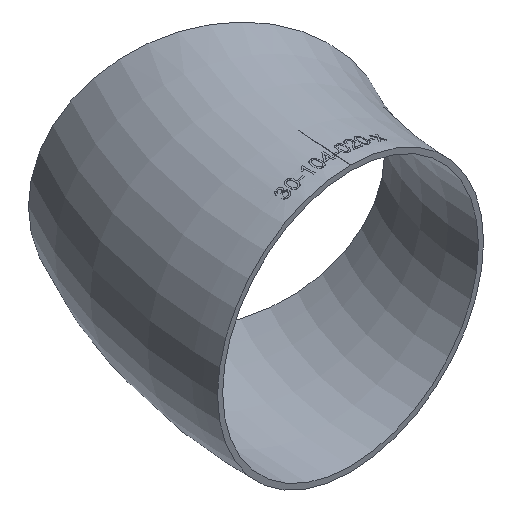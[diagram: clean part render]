
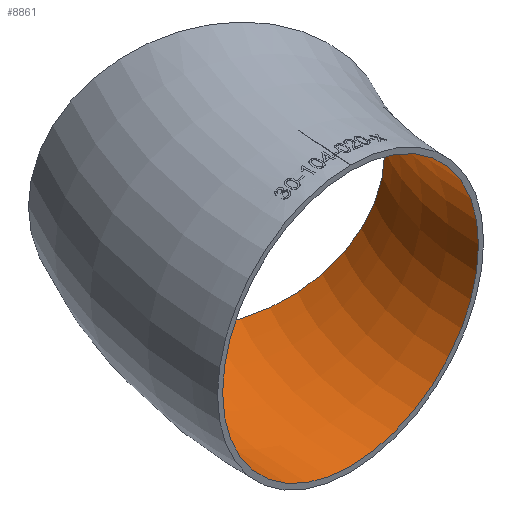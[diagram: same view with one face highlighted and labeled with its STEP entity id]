
A CAD part, isometric view. The second image highlights one B-rep face of the part: STEP entity #8861.
In plain terms, the highlighted toroidal (fillet/blend) face has major radius 150 mm and minor radius 50 mm.
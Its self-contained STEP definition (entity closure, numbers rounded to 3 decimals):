
#608 = CARTESIAN_POINT ( 'NONE',  ( -173.205, 100., 0. ) ) ;
#1641 = FACE_OUTER_BOUND ( 'NONE', #19013, .T. ) ;
#2295 = DIRECTION ( 'NONE',  ( 0.5, 0.866, 0. ) ) ;
#2912 = DIRECTION ( 'NONE',  ( 0., 0., 1. ) ) ;
#4577 = ORIENTED_EDGE ( 'NONE', *, *, #8201, .F. ) ;
#4594 = CARTESIAN_POINT ( 'NONE',  ( -150., 0., 0. ) ) ;
#5495 = ORIENTED_EDGE ( 'NONE', *, *, #15370, .T. ) ;
#6376 = DIRECTION ( 'NONE',  ( -1., 0., 0. ) ) ;
#6785 = AXIS2_PLACEMENT_3D ( 'NONE', #11506, #2295, #18167 ) ;
#6917 = TOROIDAL_SURFACE ( 'NONE', #9617, 150., 50. ) ;
#8201 = EDGE_CURVE ( 'NONE', #12106, #12106, #17069, .T. ) ;
#8861 = ADVANCED_FACE ( 'NONE', ( #9549, #1641 ), #6917, .F. ) ;
#9335 = DIRECTION ( 'NONE',  ( 0., 0., -1. ) ) ;
#9367 = DIRECTION ( 'NONE',  ( 0., 1., 0. ) ) ;
#9549 = FACE_OUTER_BOUND ( 'NONE', #16918, .T. ) ;
#9617 = AXIS2_PLACEMENT_3D ( 'NONE', #9774, #9335, #6376 ) ;
#9774 = CARTESIAN_POINT ( 'NONE',  ( 0., 0., 0. ) ) ;
#10217 = CARTESIAN_POINT ( 'NONE',  ( -150., 0., 50. ) ) ;
#10612 = VERTEX_POINT ( 'NONE', #608 ) ;
#11506 = CARTESIAN_POINT ( 'NONE',  ( -129.904, 75., 0. ) ) ;
#12106 = VERTEX_POINT ( 'NONE', #10217 ) ;
#15370 = EDGE_CURVE ( 'NONE', #10612, #10612, #15891, .T. ) ;
#15891 = CIRCLE ( 'NONE', #6785, 50. ) ;
#16918 = EDGE_LOOP ( 'NONE', ( #5495 ) ) ;
#17069 = CIRCLE ( 'NONE', #18786, 50. ) ;
#18167 = DIRECTION ( 'NONE',  ( -0.866, 0.5, 0. ) ) ;
#18786 = AXIS2_PLACEMENT_3D ( 'NONE', #4594, #9367, #2912 ) ;
#19013 = EDGE_LOOP ( 'NONE', ( #4577 ) ) ;
